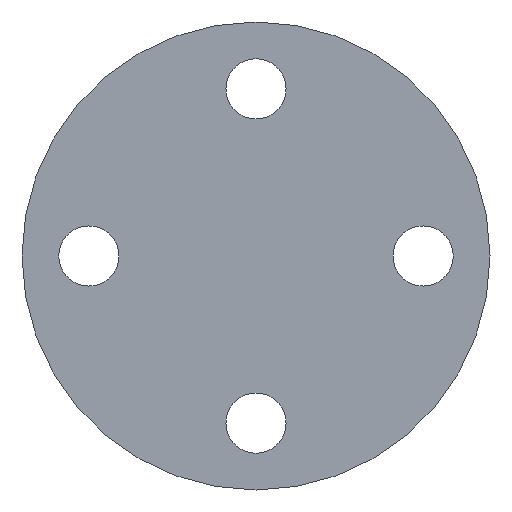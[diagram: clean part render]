
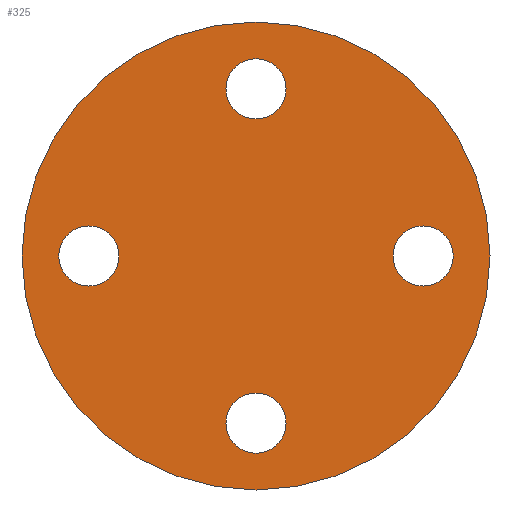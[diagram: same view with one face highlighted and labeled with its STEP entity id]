
A CAD part, front view. The second image highlights one B-rep face of the part: STEP entity #325.
In plain terms, the highlighted planar face has unit normal (0, -1, 0).
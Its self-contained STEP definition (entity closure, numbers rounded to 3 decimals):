
#23 = ORIENTED_EDGE ( 'NONE', *, *, #609, .T. ) ;
#29 = CARTESIAN_POINT ( 'NONE',  ( 0., 0., 50. ) ) ;
#37 = EDGE_CURVE ( 'NONE', #406, #648, #253, .T. ) ;
#40 = AXIS2_PLACEMENT_3D ( 'NONE', #78, #462, #292 ) ;
#58 = VERTEX_POINT ( 'NONE', #321 ) ;
#67 = CARTESIAN_POINT ( 'NONE',  ( 0., 0., -59. ) ) ;
#71 = CIRCLE ( 'NONE', #362, 9. ) ;
#76 = ORIENTED_EDGE ( 'NONE', *, *, #306, .T. ) ;
#78 = CARTESIAN_POINT ( 'NONE',  ( 0., 0., -50. ) ) ;
#82 = DIRECTION ( 'NONE',  ( 0., 1., 0. ) ) ;
#92 = CARTESIAN_POINT ( 'NONE',  ( 0., 0., -70. ) ) ;
#98 = DIRECTION ( 'NONE',  ( 0., 1., 0. ) ) ;
#101 = CIRCLE ( 'NONE', #40, 9. ) ;
#126 = DIRECTION ( 'NONE',  ( 0., 0., -1. ) ) ;
#134 = CARTESIAN_POINT ( 'NONE',  ( 50., 0., 0. ) ) ;
#138 = CARTESIAN_POINT ( 'NONE',  ( 0., 0., 0. ) ) ;
#148 = AXIS2_PLACEMENT_3D ( 'NONE', #431, #657, #157 ) ;
#157 = DIRECTION ( 'NONE',  ( 0., 0., -1. ) ) ;
#160 = VERTEX_POINT ( 'NONE', #377 ) ;
#166 = VERTEX_POINT ( 'NONE', #603 ) ;
#170 = CIRCLE ( 'NONE', #255, 9. ) ;
#171 = CIRCLE ( 'NONE', #585, 9. ) ;
#178 = ORIENTED_EDGE ( 'NONE', *, *, #476, .T. ) ;
#185 = ORIENTED_EDGE ( 'NONE', *, *, #304, .T. ) ;
#186 = DIRECTION ( 'NONE',  ( 0., 1., 0. ) ) ;
#190 = CIRCLE ( 'NONE', #597, 70. ) ;
#202 = CARTESIAN_POINT ( 'NONE',  ( 0., 0., 41. ) ) ;
#206 = CARTESIAN_POINT ( 'NONE',  ( 59., 0., 0. ) ) ;
#213 = CIRCLE ( 'NONE', #497, 9. ) ;
#227 = FACE_BOUND ( 'NONE', #412, .T. ) ;
#228 = ORIENTED_EDGE ( 'NONE', *, *, #37, .T. ) ;
#236 = DIRECTION ( 'NONE',  ( 0., 0., 1. ) ) ;
#237 = ORIENTED_EDGE ( 'NONE', *, *, #513, .T. ) ;
#244 = AXIS2_PLACEMENT_3D ( 'NONE', #138, #82, #236 ) ;
#253 = CIRCLE ( 'NONE', #351, 9. ) ;
#255 = AXIS2_PLACEMENT_3D ( 'NONE', #605, #602, #707 ) ;
#265 = DIRECTION ( 'NONE',  ( 0., 1., 0. ) ) ;
#277 = DIRECTION ( 'NONE',  ( 0., 1., 0. ) ) ;
#281 = PLANE ( 'NONE',  #704 ) ;
#290 = EDGE_CURVE ( 'NONE', #160, #690, #413, .T. ) ;
#292 = DIRECTION ( 'NONE',  ( 0., 0., 1. ) ) ;
#304 = EDGE_CURVE ( 'NONE', #438, #58, #308, .T. ) ;
#306 = EDGE_CURVE ( 'NONE', #648, #406, #101, .T. ) ;
#308 = CIRCLE ( 'NONE', #424, 9. ) ;
#321 = CARTESIAN_POINT ( 'NONE',  ( 0., 0., 59. ) ) ;
#325 = ADVANCED_FACE ( 'NONE', ( #408, #684, #227, #524, #518 ), #281, .F. ) ;
#327 = CARTESIAN_POINT ( 'NONE',  ( 0., 0., 0. ) ) ;
#335 = DIRECTION ( 'NONE',  ( 0., 1., 0. ) ) ;
#343 = DIRECTION ( 'NONE',  ( -1., 0., 0. ) ) ;
#351 = AXIS2_PLACEMENT_3D ( 'NONE', #364, #277, #491 ) ;
#362 = AXIS2_PLACEMENT_3D ( 'NONE', #593, #98, #540 ) ;
#364 = CARTESIAN_POINT ( 'NONE',  ( 0., 0., -50. ) ) ;
#368 = EDGE_CURVE ( 'NONE', #690, #160, #190, .T. ) ;
#375 = EDGE_CURVE ( 'NONE', #477, #667, #170, .T. ) ;
#377 = CARTESIAN_POINT ( 'NONE',  ( 0., 0., 70. ) ) ;
#384 = EDGE_LOOP ( 'NONE', ( #228, #76 ) ) ;
#401 = EDGE_LOOP ( 'NONE', ( #421, #474 ) ) ;
#405 = CARTESIAN_POINT ( 'NONE',  ( 0., 0., 0. ) ) ;
#406 = VERTEX_POINT ( 'NONE', #440 ) ;
#408 = FACE_BOUND ( 'NONE', #613, .T. ) ;
#412 = EDGE_LOOP ( 'NONE', ( #23, #237 ) ) ;
#413 = CIRCLE ( 'NONE', #244, 70. ) ;
#421 = ORIENTED_EDGE ( 'NONE', *, *, #368, .F. ) ;
#424 = AXIS2_PLACEMENT_3D ( 'NONE', #29, #576, #126 ) ;
#431 = CARTESIAN_POINT ( 'NONE',  ( 0., 0., 50. ) ) ;
#438 = VERTEX_POINT ( 'NONE', #202 ) ;
#440 = CARTESIAN_POINT ( 'NONE',  ( 0., 0., -41. ) ) ;
#454 = EDGE_LOOP ( 'NONE', ( #185, #178 ) ) ;
#461 = CIRCLE ( 'NONE', #148, 9. ) ;
#462 = DIRECTION ( 'NONE',  ( 0., 1., 0. ) ) ;
#465 = VERTEX_POINT ( 'NONE', #206 ) ;
#471 = EDGE_CURVE ( 'NONE', #667, #477, #71, .T. ) ;
#474 = ORIENTED_EDGE ( 'NONE', *, *, #290, .F. ) ;
#476 = EDGE_CURVE ( 'NONE', #58, #438, #461, .T. ) ;
#477 = VERTEX_POINT ( 'NONE', #598 ) ;
#482 = ORIENTED_EDGE ( 'NONE', *, *, #471, .T. ) ;
#491 = DIRECTION ( 'NONE',  ( 0., 0., 1. ) ) ;
#497 = AXIS2_PLACEMENT_3D ( 'NONE', #678, #335, #517 ) ;
#510 = DIRECTION ( 'NONE',  ( 0., 0., 1. ) ) ;
#513 = EDGE_CURVE ( 'NONE', #465, #166, #213, .T. ) ;
#517 = DIRECTION ( 'NONE',  ( -1., 0., 0. ) ) ;
#518 = FACE_OUTER_BOUND ( 'NONE', #401, .T. ) ;
#524 = FACE_BOUND ( 'NONE', #384, .T. ) ;
#540 = DIRECTION ( 'NONE',  ( 1., 0., 0. ) ) ;
#555 = DIRECTION ( 'NONE',  ( 0., 0., 1. ) ) ;
#563 = CARTESIAN_POINT ( 'NONE',  ( -41., 0., 0. ) ) ;
#576 = DIRECTION ( 'NONE',  ( 0., 1., 0. ) ) ;
#585 = AXIS2_PLACEMENT_3D ( 'NONE', #134, #675, #343 ) ;
#593 = CARTESIAN_POINT ( 'NONE',  ( -50., 0., 0. ) ) ;
#597 = AXIS2_PLACEMENT_3D ( 'NONE', #327, #265, #555 ) ;
#598 = CARTESIAN_POINT ( 'NONE',  ( -59., 0., 0. ) ) ;
#602 = DIRECTION ( 'NONE',  ( 0., 1., 0. ) ) ;
#603 = CARTESIAN_POINT ( 'NONE',  ( 41., 0., 0. ) ) ;
#605 = CARTESIAN_POINT ( 'NONE',  ( -50., 0., 0. ) ) ;
#609 = EDGE_CURVE ( 'NONE', #166, #465, #171, .T. ) ;
#613 = EDGE_LOOP ( 'NONE', ( #482, #699 ) ) ;
#648 = VERTEX_POINT ( 'NONE', #67 ) ;
#657 = DIRECTION ( 'NONE',  ( 0., 1., 0. ) ) ;
#667 = VERTEX_POINT ( 'NONE', #563 ) ;
#675 = DIRECTION ( 'NONE',  ( 0., 1., 0. ) ) ;
#678 = CARTESIAN_POINT ( 'NONE',  ( 50., 0., 0. ) ) ;
#684 = FACE_BOUND ( 'NONE', #454, .T. ) ;
#690 = VERTEX_POINT ( 'NONE', #92 ) ;
#699 = ORIENTED_EDGE ( 'NONE', *, *, #375, .T. ) ;
#704 = AXIS2_PLACEMENT_3D ( 'NONE', #405, #186, #510 ) ;
#707 = DIRECTION ( 'NONE',  ( 1., 0., 0. ) ) ;
